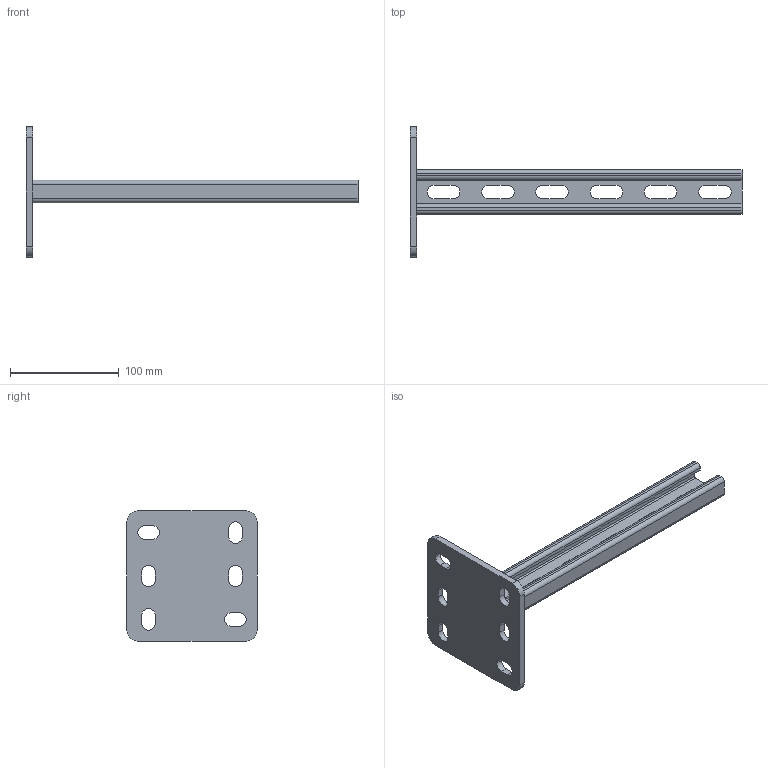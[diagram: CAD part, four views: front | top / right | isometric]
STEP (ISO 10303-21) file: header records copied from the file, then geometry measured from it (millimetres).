
FILE_DESCRIPTION (( 'STEP AP203' ), '1' );
FILE_NAME ('Êðîíøòåéí ïîòîëî÷íûé îäèíàðíûé_h21-300.step', '2022-01-27T08:15:40', ( '' ), ( '' ), 'SwSTEP 2.0', 'SolidWorks 2017', '' );
FILE_SCHEMA (( 'CONFIG_CONTROL_DESIGN' ));
Length unit declared in the file: millimetre
Products named in the file (3): Ïÿòêà ïîòîëî÷êàÿ; Êðîíøòåéí ïîòîëî÷íûé îäèíàðíûé_h21-300; STRUT-镳铘桦黖h21-300
Assembly tree (2 placements, depth 2):
  Êðîíøòåéí ïîòîëî÷íûé îäèíàðíûé_h21-300
    Ïÿòêà ïîòîëî÷êàÿ
    STRUT-镳铘桦黖h21-300
Bounding box: 306 x 120 x 120 mm (x, y, z)
Volume: 143503.2 mm3; surface area: 86300.7 mm2
Topology: 2 solids, 2 shells, 592 faces, 1716 edges, 1128 vertices
Faces by surface type: plane 550, cylinder 42
Entity records: 19453 total; most frequent: CARTESIAN_POINT 3441, ORIENTED_EDGE 3432, DIRECTION 2994, EDGE_CURVE 1716, LINE 1632, VECTOR 1632, VERTEX_POINT 1128, AXIS2_PLACEMENT_3D 681
